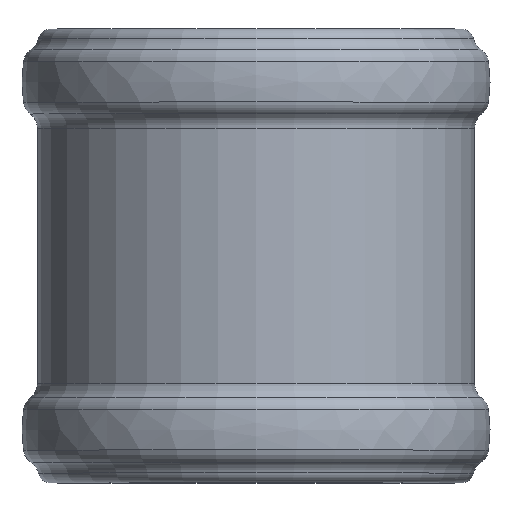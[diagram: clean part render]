
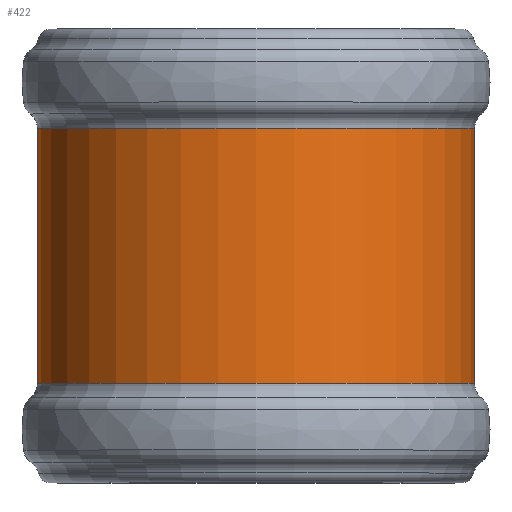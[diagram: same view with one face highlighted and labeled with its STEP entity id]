
A CAD part, top view. The second image highlights one B-rep face of the part: STEP entity #422.
In plain terms, the highlighted cylindrical face has radius 60.2 mm (diameter 120.4 mm), a full revolution.
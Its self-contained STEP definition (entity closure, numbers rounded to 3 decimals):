
#66=FACE_BOUND('',#160,.T.);
#102=FACE_OUTER_BOUND('',#159,.T.);
#159=EDGE_LOOP('',(#365));
#160=EDGE_LOOP('',(#366));
#196=CIRCLE('',#458,60.2);
#214=CIRCLE('',#487,60.2);
#236=VERTEX_POINT('',#694);
#254=VERTEX_POINT('',#801);
#276=EDGE_CURVE('',#236,#236,#196,.T.);
#296=EDGE_CURVE('',#254,#254,#214,.T.);
#365=ORIENTED_EDGE('',*,*,#276,.F.);
#366=ORIENTED_EDGE('',*,*,#296,.T.);
#395=CYLINDRICAL_SURFACE('',#488,60.2);
#422=ADVANCED_FACE('',(#102,#66),#395,.T.);
#458=AXIS2_PLACEMENT_3D('',#695,#555,#556);
#487=AXIS2_PLACEMENT_3D('',#802,#613,#614);
#488=AXIS2_PLACEMENT_3D('',#803,#615,#616);
#555=DIRECTION('center_axis',(0.,-1.,0.));
#556=DIRECTION('ref_axis',(1.,0.,0.));
#613=DIRECTION('center_axis',(0.,-1.,0.));
#614=DIRECTION('ref_axis',(1.,0.,0.));
#615=DIRECTION('center_axis',(0.,-1.,0.));
#616=DIRECTION('ref_axis',(1.,0.,0.));
#694=CARTESIAN_POINT('',(5.05,35.106,0.));
#695=CARTESIAN_POINT('Origin',(-55.15,35.106,0.));
#801=CARTESIAN_POINT('',(5.05,105.377,0.));
#802=CARTESIAN_POINT('Origin',(-55.15,105.377,0.));
#803=CARTESIAN_POINT('Origin',(-55.15,87.81,0.));
